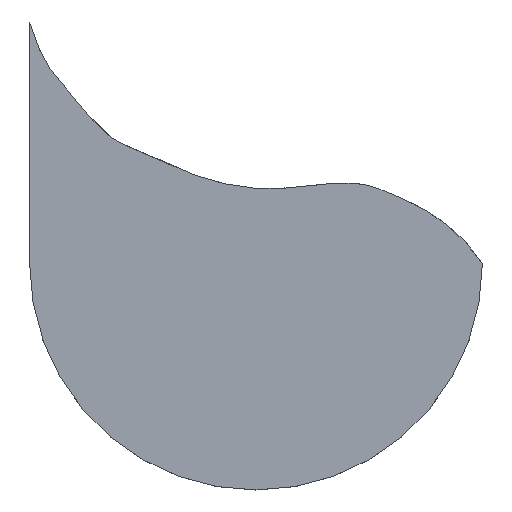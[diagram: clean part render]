
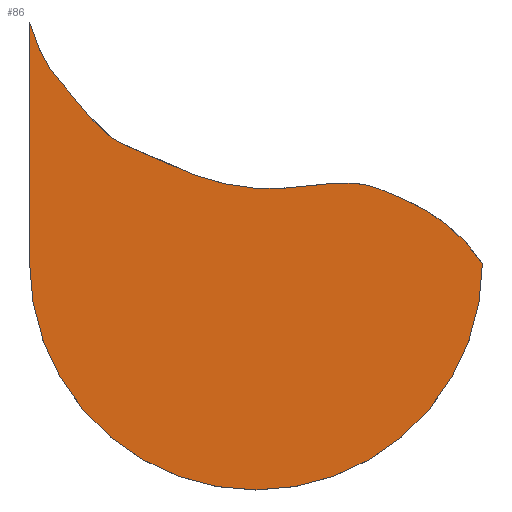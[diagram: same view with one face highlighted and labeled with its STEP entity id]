
A CAD part, top view. The second image highlights one B-rep face of the part: STEP entity #86.
In plain terms, the highlighted planar face has unit normal (0, 0, 1).
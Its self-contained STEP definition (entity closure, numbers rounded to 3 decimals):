
#15=(
BOUNDED_CURVE()
B_SPLINE_CURVE(5,(#251,#252,#253,#254,#255,#256,#257,#258,#259,#260,#261,
#262,#263,#264,#265,#266,#267,#268,#269,#270,#271,#272,#273,#274,#275,#276,
#277,#278,#279,#280),.UNSPECIFIED.,.F.,.F.)
B_SPLINE_CURVE_WITH_KNOTS((6,1,1,1,1,1,1,1,1,1,1,1,1,1,1,1,1,1,1,1,1,1,
1,1,1,6),(-1.,-0.96,-0.92,-0.88,-0.84,-0.8,-0.76,-0.72,-0.68,-0.64,-0.6,
-0.56,-0.52,-0.48,-0.44,-0.4,-0.36,-0.32,-0.28,-0.24,-0.2,-0.16,-0.12,-0.08,
-0.04,0.),.UNSPECIFIED.)
CURVE()
GEOMETRIC_REPRESENTATION_ITEM()
RATIONAL_B_SPLINE_CURVE((1.,1.,1.,1.,1.,1.,1.,1.,1.,1.,1.,1.,1.,1.,1.,1.,
1.,1.,1.,1.,1.,1.,1.,1.,1.,1.,1.,1.,1.,1.))
REPRESENTATION_ITEM('')
);
#22=FACE_OUTER_BOUND('',#27,.T.);
#27=EDGE_LOOP('',(#76,#77,#78));
#30=LINE('',#185,#35);
#35=VECTOR('',#117,10.);
#39=CIRCLE('',#105,7.5);
#46=VERTEX_POINT('',#182);
#47=VERTEX_POINT('',#184);
#48=VERTEX_POINT('',#188);
#54=EDGE_CURVE('',#47,#46,#30,.T.);
#57=EDGE_CURVE('',#46,#48,#39,.T.);
#58=EDGE_CURVE('',#48,#47,#15,.T.);
#76=ORIENTED_EDGE('',*,*,#57,.T.);
#77=ORIENTED_EDGE('',*,*,#58,.T.);
#78=ORIENTED_EDGE('',*,*,#54,.T.);
#81=PLANE('',#106);
#86=ADVANCED_FACE('',(#22),#81,.T.);
#105=AXIS2_PLACEMENT_3D('',#190,#122,#123);
#106=AXIS2_PLACEMENT_3D('',#281,#124,#125);
#117=DIRECTION('',(0.,-1.,0.));
#122=DIRECTION('center_axis',(0.,0.,1.));
#123=DIRECTION('ref_axis',(-1.,0.,0.));
#124=DIRECTION('center_axis',(0.,0.,1.));
#125=DIRECTION('ref_axis',(1.,0.,0.));
#182=CARTESIAN_POINT('',(0.,0.,3.));
#184=CARTESIAN_POINT('',(0.,8.,3.));
#185=CARTESIAN_POINT('',(0.,0.,3.));
#188=CARTESIAN_POINT('',(15.,0.,3.));
#190=CARTESIAN_POINT('Origin',(7.5,0.,3.));
#251=CARTESIAN_POINT('Ctrl Pts',(15.,0.,3.));
#252=CARTESIAN_POINT('Ctrl Pts',(14.867,0.199,3.));
#253=CARTESIAN_POINT('Ctrl Pts',(14.59,0.573,3.));
#254=CARTESIAN_POINT('Ctrl Pts',(14.139,1.061,3.));
#255=CARTESIAN_POINT('Ctrl Pts',(13.489,1.569,3.));
#256=CARTESIAN_POINT('Ctrl Pts',(12.708,2.003,3.));
#257=CARTESIAN_POINT('Ctrl Pts',(12.07,2.28,3.));
#258=CARTESIAN_POINT('Ctrl Pts',(11.629,2.452,3.));
#259=CARTESIAN_POINT('Ctrl Pts',(11.341,2.566,3.));
#260=CARTESIAN_POINT('Ctrl Pts',(10.97,2.657,3.));
#261=CARTESIAN_POINT('Ctrl Pts',(10.416,2.689,3.));
#262=CARTESIAN_POINT('Ctrl Pts',(9.641,2.634,3.));
#263=CARTESIAN_POINT('Ctrl Pts',(8.67,2.493,3.));
#264=CARTESIAN_POINT('Ctrl Pts',(7.551,2.424,3.));
#265=CARTESIAN_POINT('Ctrl Pts',(6.36,2.612,3.));
#266=CARTESIAN_POINT('Ctrl Pts',(5.223,2.986,3.));
#267=CARTESIAN_POINT('Ctrl Pts',(4.262,3.418,3.));
#268=CARTESIAN_POINT('Ctrl Pts',(3.554,3.761,3.));
#269=CARTESIAN_POINT('Ctrl Pts',(3.104,3.947,3.));
#270=CARTESIAN_POINT('Ctrl Pts',(2.785,4.083,3.));
#271=CARTESIAN_POINT('Ctrl Pts',(2.331,4.491,3.));
#272=CARTESIAN_POINT('Ctrl Pts',(1.794,5.073,3.));
#273=CARTESIAN_POINT('Ctrl Pts',(1.285,5.66,3.));
#274=CARTESIAN_POINT('Ctrl Pts',(0.942,6.061,3.));
#275=CARTESIAN_POINT('Ctrl Pts',(0.7,6.378,3.));
#276=CARTESIAN_POINT('Ctrl Pts',(0.465,6.777,3.));
#277=CARTESIAN_POINT('Ctrl Pts',(0.276,7.194,3.));
#278=CARTESIAN_POINT('Ctrl Pts',(0.136,7.572,3.));
#279=CARTESIAN_POINT('Ctrl Pts',(0.045,7.853,3.));
#280=CARTESIAN_POINT('Ctrl Pts',(0.,8.,3.));
#281=CARTESIAN_POINT('Origin',(7.5,0.25,3.));
